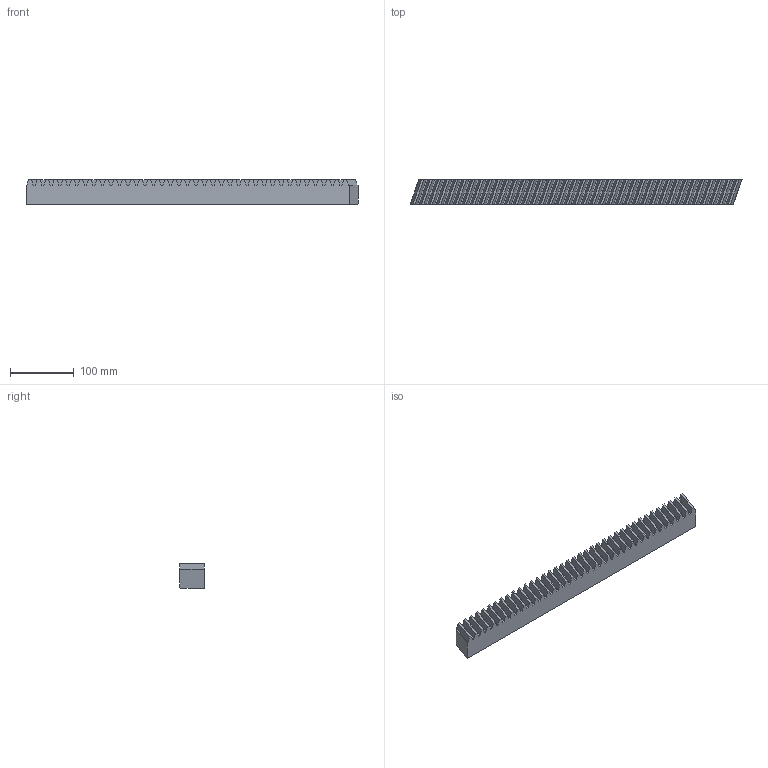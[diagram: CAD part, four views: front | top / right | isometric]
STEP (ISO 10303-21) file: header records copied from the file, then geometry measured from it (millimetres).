
FILE_DESCRIPTION(('STEP AP214'),'1');
FILE_NAME('143-040-305.stp','2017-10-09T08:05:45',('TraceParts'),('TraceParts S.A.'),'Spatial InterOp 3D',' ',' ');
FILE_SCHEMA(('automotive_design'));
Length unit declared in the file: millimetre
Products named in the file (1): 143-040-305
Bounding box: 519.72 x 39 x 39 mm (x, y, z)
Volume: 684949.4 mm3; surface area: 96341.5 mm2
Topology: 1 solids, 1 shells, 159 faces, 471 edges, 314 vertices
Faces by surface type: plane 159
Entity records: 6502 total; most frequent: CARTESIAN_POINT 945, ORIENTED_EDGE 942, DIRECTION 791, EDGE_CURVE 471, LINE 471, VECTOR 471, VERTEX_POINT 314, STYLED_ITEM 160
